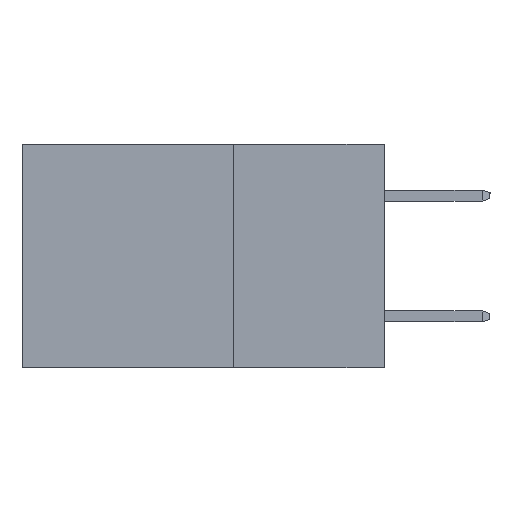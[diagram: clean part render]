
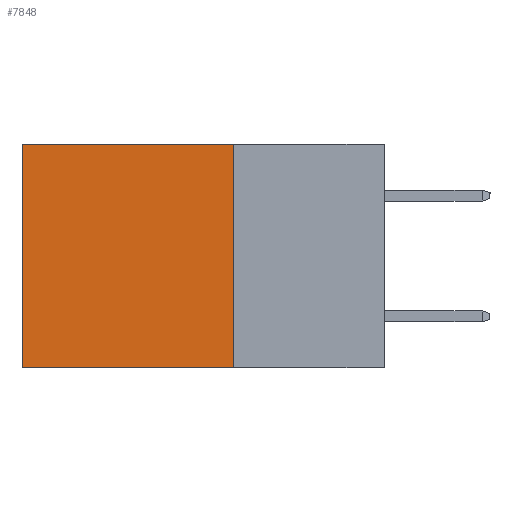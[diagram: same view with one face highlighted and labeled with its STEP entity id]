
A CAD part, left-side view. The second image highlights one B-rep face of the part: STEP entity #7848.
In plain terms, the highlighted planar face has unit normal (-1, 0, 0).
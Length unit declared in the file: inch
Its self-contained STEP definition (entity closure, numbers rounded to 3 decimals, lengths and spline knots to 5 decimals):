
#97 = LINE ( 'NONE', #11140, #6383 ) ;
#146 = EDGE_CURVE ( 'NONE', #4554, #8412, #2301, .T. ) ;
#160 = DIRECTION ( 'NONE',  ( 0., 0., -1. ) ) ;
#589 = LINE ( 'NONE', #7227, #8055 ) ;
#952 = CARTESIAN_POINT ( 'NONE',  ( 0.2615, 0.25, -0.37 ) ) ;
#1075 = ORIENTED_EDGE ( 'NONE', *, *, #7607, .T. ) ;
#1236 = CARTESIAN_POINT ( 'NONE',  ( 0.2615, 0.25, -0.37 ) ) ;
#1930 = CARTESIAN_POINT ( 'NONE',  ( 0.2615, 0.25, 0. ) ) ;
#2004 = CARTESIAN_POINT ( 'NONE',  ( 0.2615, 0.25, -0.37 ) ) ;
#2276 = CARTESIAN_POINT ( 'NONE',  ( 0.2615, 0.6, -0.37 ) ) ;
#2301 = LINE ( 'NONE', #1236, #5618 ) ;
#2442 = DIRECTION ( 'NONE',  ( 0., 1., 0. ) ) ;
#2589 = DIRECTION ( 'NONE',  ( 0., 0., -1. ) ) ;
#4554 = VERTEX_POINT ( 'NONE', #952 ) ;
#5195 = PLANE ( 'NONE',  #6693 ) ;
#5196 = VERTEX_POINT ( 'NONE', #12333 ) ;
#5463 = EDGE_CURVE ( 'NONE', #12156, #4554, #97, .T. ) ;
#5618 = VECTOR ( 'NONE', #2442, 39.37008 ) ;
#6383 = VECTOR ( 'NONE', #160, 39.37008 ) ;
#6693 = AXIS2_PLACEMENT_3D ( 'NONE', #2004, #7588, #9604 ) ;
#7227 = CARTESIAN_POINT ( 'NONE',  ( 0.2615, 0.6, -0.37 ) ) ;
#7311 = CARTESIAN_POINT ( 'NONE',  ( 0.2615, 0.25, 0. ) ) ;
#7370 = DIRECTION ( 'NONE',  ( 0., 1., 0. ) ) ;
#7588 = DIRECTION ( 'NONE',  ( 1., 0., 0. ) ) ;
#7607 = EDGE_CURVE ( 'NONE', #5196, #8412, #589, .T. ) ;
#7728 = EDGE_LOOP ( 'NONE', ( #1075, #12579, #13951, #13950 ) ) ;
#7814 = VECTOR ( 'NONE', #7370, 39.37008 ) ;
#7848 = ADVANCED_FACE ( 'NONE', ( #9678 ), #5195, .F. ) ;
#8055 = VECTOR ( 'NONE', #2589, 39.37008 ) ;
#8412 = VERTEX_POINT ( 'NONE', #2276 ) ;
#9604 = DIRECTION ( 'NONE',  ( 0., 0., -1. ) ) ;
#9678 = FACE_OUTER_BOUND ( 'NONE', #7728, .T. ) ;
#10860 = EDGE_CURVE ( 'NONE', #12156, #5196, #14095, .T. ) ;
#11140 = CARTESIAN_POINT ( 'NONE',  ( 0.2615, 0.25, -0.37 ) ) ;
#12156 = VERTEX_POINT ( 'NONE', #7311 ) ;
#12333 = CARTESIAN_POINT ( 'NONE',  ( 0.2615, 0.6, 0. ) ) ;
#12579 = ORIENTED_EDGE ( 'NONE', *, *, #146, .F. ) ;
#13950 = ORIENTED_EDGE ( 'NONE', *, *, #10860, .T. ) ;
#13951 = ORIENTED_EDGE ( 'NONE', *, *, #5463, .F. ) ;
#14095 = LINE ( 'NONE', #1930, #7814 ) ;
